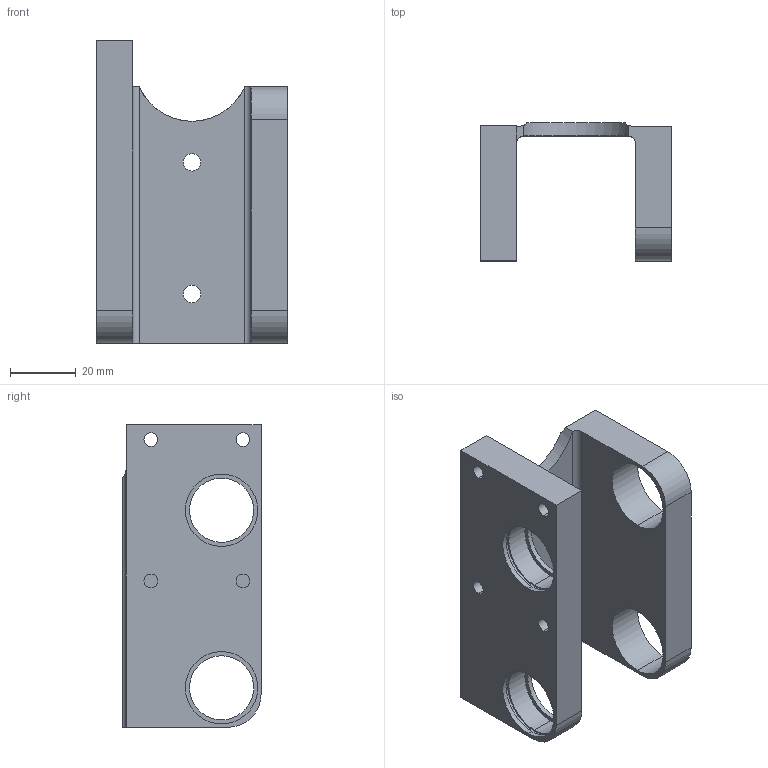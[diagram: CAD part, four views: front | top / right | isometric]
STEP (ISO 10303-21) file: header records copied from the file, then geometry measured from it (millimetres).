
FILE_DESCRIPTION (( 'STEP AP214' ), '1' );
FILE_NAME ('2-ChassisRoue.STEP', '2022-08-15T18:56:08', ( '' ), ( '' ), 'SwSTEP 2.0', 'SolidWorks 2019', '' );
FILE_SCHEMA (( 'AUTOMOTIVE_DESIGN' ));
Length unit declared in the file: millimetre
Products named in the file (1): 2-ChassisRoue
Bounding box: 58 x 42 x 92 mm (x, y, z)
Volume: 68623 mm3; surface area: 25077.1 mm2
Topology: 1 solids, 1 shells, 60 faces, 156 edges, 104 vertices
Faces by surface type: cylinder 40, plane 20
Entity records: 2054 total; most frequent: DIRECTION 354, CARTESIAN_POINT 341, ORIENTED_EDGE 312, EDGE_CURVE 156, AXIS2_PLACEMENT_3D 141, VERTEX_POINT 104, EDGE_LOOP 86, CIRCLE 80
